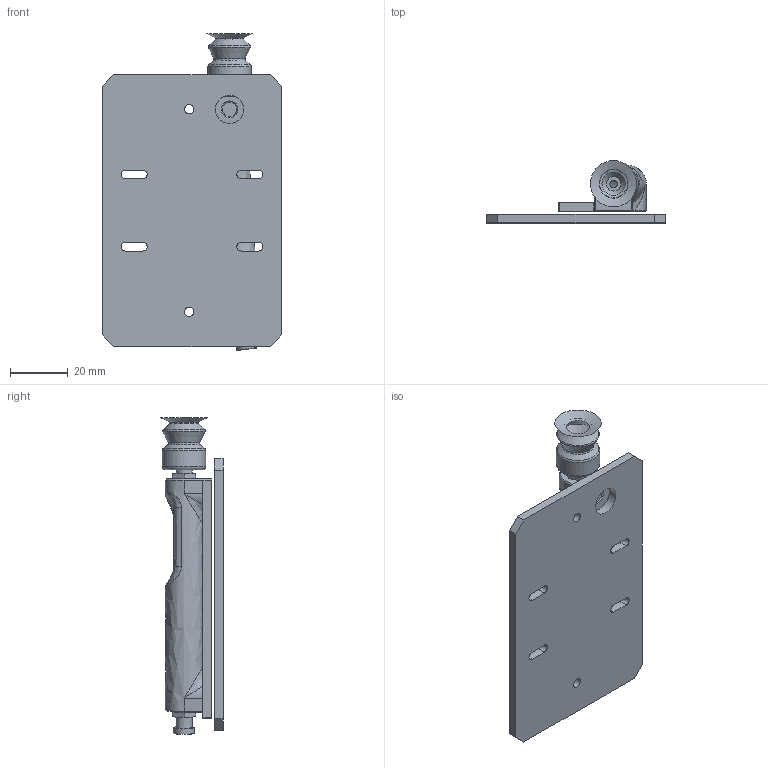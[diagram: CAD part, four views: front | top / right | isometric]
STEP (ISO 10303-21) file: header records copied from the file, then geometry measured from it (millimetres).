
FILE_DESCRIPTION(/* description */ (''),/* implementation_level */ '2;1');
FILE_NAME(/* name */ 'StyloVentouse v8.step',/* time_stamp */ '2020-11-18T16:13:03+01:00',/* author */ (''),/* organization */ (''),/* preprocessor_version */ 'ST-DEVELOPER v18.1',/* originating_system */ 'Autodesk Translation Framework v9.3.0.1241',/* authorisation */ '');
FILE_SCHEMA (('AUTOMOTIVE_DESIGN { 1 0 10303 214 3 1 1 }'));
Length unit declared in the file: millimetre
Products named in the file (6): StyloVentouse; VENTOUSE_15MM; RACCORD-VENTOUSE; BarbaSucker; SUPPORT_CADRE_2; SUPPORT_POMPE
Assembly tree (6 placements, depth 2):
  StyloVentouse
    RACCORD-VENTOUSE  x2
    VENTOUSE_15MM
    BarbaSucker
    SUPPORT_CADRE_2
    SUPPORT_POMPE
Bounding box: 62 x 21.5 x 109.56 mm (x, y, z)
Volume: 32697 mm3; surface area: 23477.9 mm2
Topology: 6 solids, 6 shells, 235 faces, 590 edges, 373 vertices
Faces by surface type: plane 72, cylinder 59, bspline 54, cone 45, torus 5
Full cylindrical faces by diameter (mm): 1 x1, 2.5 x2, 3.2 x4, 3.99 x2, 4 x2, 4.901 x4, 5 x4, 5.5 x2, 7 x2, 8 x1, 9.8 x1, 15 x1
Entity records: 7892 total; most frequent: CARTESIAN_POINT 3470, ORIENTED_EDGE 946, DIRECTION 747, EDGE_CURVE 473, VERTEX_POINT 299, AXIS2_PLACEMENT_3D 276, EDGE_LOOP 226, LINE 195
